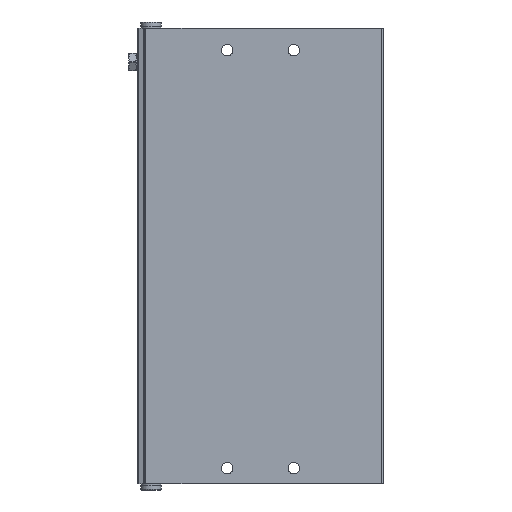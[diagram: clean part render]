
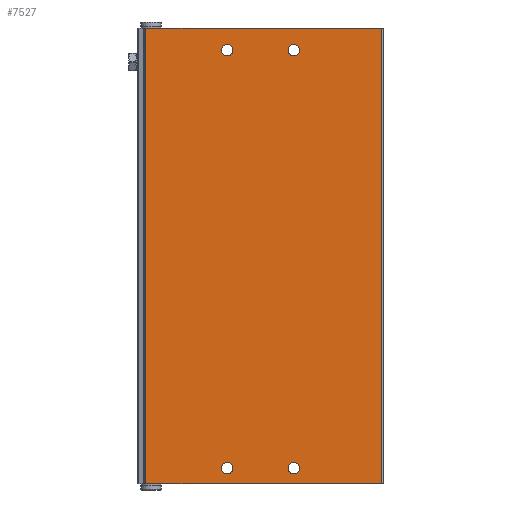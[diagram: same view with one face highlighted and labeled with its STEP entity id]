
A CAD part, front view. The second image highlights one B-rep face of the part: STEP entity #7527.
In plain terms, the highlighted planar face has unit normal (0, -1, 0).
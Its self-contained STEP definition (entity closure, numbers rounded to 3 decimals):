
#69=PLANE('',#8499);
#443=LINE('',#12532,#949);
#444=LINE('',#12544,#950);
#445=LINE('',#12546,#951);
#446=LINE('',#12548,#952);
#949=VECTOR('',#9476,1000.);
#950=VECTOR('',#9489,1000.);
#951=VECTOR('',#9490,1000.);
#952=VECTOR('',#9491,1000.);
#1631=ORIENTED_EDGE('',*,*,#3582,.T.);
#1632=ORIENTED_EDGE('',*,*,#3583,.T.);
#1633=ORIENTED_EDGE('',*,*,#3584,.T.);
#1634=ORIENTED_EDGE('',*,*,#3585,.T.);
#1635=ORIENTED_EDGE('',*,*,#3586,.T.);
#1636=ORIENTED_EDGE('',*,*,#3587,.F.);
#1637=ORIENTED_EDGE('',*,*,#3588,.F.);
#1638=ORIENTED_EDGE('',*,*,#3580,.T.);
#3580=EDGE_CURVE('',#4555,#4554,#443,.T.);
#3582=EDGE_CURVE('',#4556,#4556,#5221,.T.);
#3583=EDGE_CURVE('',#4557,#4557,#5222,.T.);
#3584=EDGE_CURVE('',#4558,#4558,#5223,.T.);
#3585=EDGE_CURVE('',#4559,#4559,#5224,.T.);
#3586=EDGE_CURVE('',#4554,#4560,#444,.T.);
#3587=EDGE_CURVE('',#4561,#4560,#445,.T.);
#3588=EDGE_CURVE('',#4555,#4561,#446,.T.);
#4554=VERTEX_POINT('',#12531);
#4555=VERTEX_POINT('',#12533);
#4556=VERTEX_POINT('',#12537);
#4557=VERTEX_POINT('',#12539);
#4558=VERTEX_POINT('',#12541);
#4559=VERTEX_POINT('',#12543);
#4560=VERTEX_POINT('',#12545);
#4561=VERTEX_POINT('',#12547);
#5221=CIRCLE('',#8500,2.25);
#5222=CIRCLE('',#8501,2.25);
#5223=CIRCLE('',#8502,2.25);
#5224=CIRCLE('',#8503,2.25);
#5649=EDGE_LOOP('',(#1631));
#5650=EDGE_LOOP('',(#1632));
#5651=EDGE_LOOP('',(#1633));
#5652=EDGE_LOOP('',(#1634));
#5653=EDGE_LOOP('',(#1635,#1636,#1637,#1638));
#6531=FACE_BOUND('',#5649,.T.);
#6532=FACE_BOUND('',#5650,.T.);
#6533=FACE_BOUND('',#5651,.T.);
#6534=FACE_BOUND('',#5652,.T.);
#6535=FACE_BOUND('',#5653,.T.);
#7527=ADVANCED_FACE('',(#6531,#6532,#6533,#6534,#6535),#69,.F.);
#8499=AXIS2_PLACEMENT_3D('',#12535,#9479,#9480);
#8500=AXIS2_PLACEMENT_3D('',#12536,#9481,#9482);
#8501=AXIS2_PLACEMENT_3D('',#12538,#9483,#9484);
#8502=AXIS2_PLACEMENT_3D('',#12540,#9485,#9486);
#8503=AXIS2_PLACEMENT_3D('',#12542,#9487,#9488);
#9476=DIRECTION('',(0.,0.,-1.));
#9479=DIRECTION('',(0.,1.,0.));
#9480=DIRECTION('',(0.,0.,1.));
#9481=DIRECTION('',(0.,1.,0.));
#9482=DIRECTION('',(0.,0.,1.));
#9483=DIRECTION('',(0.,1.,0.));
#9484=DIRECTION('',(0.,0.,1.));
#9485=DIRECTION('',(0.,1.,0.));
#9486=DIRECTION('',(0.,0.,1.));
#9487=DIRECTION('',(0.,1.,0.));
#9488=DIRECTION('',(0.,0.,1.));
#9489=DIRECTION('',(1.,0.,0.));
#9490=DIRECTION('',(0.,0.,-1.));
#9491=DIRECTION('',(1.,0.,0.));
#12531=CARTESIAN_POINT('',(-47.3,0.,0.));
#12532=CARTESIAN_POINT('',(-47.3,0.,177.5));
#12533=CARTESIAN_POINT('',(-47.3,0.,177.5));
#12535=CARTESIAN_POINT('',(-47.3,0.,177.5));
#12536=CARTESIAN_POINT('',(-13.,0.,8.5));
#12537=CARTESIAN_POINT('',(-13.,0.,10.75));
#12538=CARTESIAN_POINT('',(13.,0.,171.5));
#12539=CARTESIAN_POINT('',(13.,0.,173.75));
#12540=CARTESIAN_POINT('',(-13.,0.,171.5));
#12541=CARTESIAN_POINT('',(-13.,0.,173.75));
#12542=CARTESIAN_POINT('',(13.,0.,8.5));
#12543=CARTESIAN_POINT('',(13.,0.,10.75));
#12544=CARTESIAN_POINT('',(-47.3,0.,0.));
#12545=CARTESIAN_POINT('',(44.7,0.,0.));
#12546=CARTESIAN_POINT('',(44.7,0.,177.5));
#12547=CARTESIAN_POINT('',(44.7,0.,177.5));
#12548=CARTESIAN_POINT('',(-47.3,0.,177.5));
